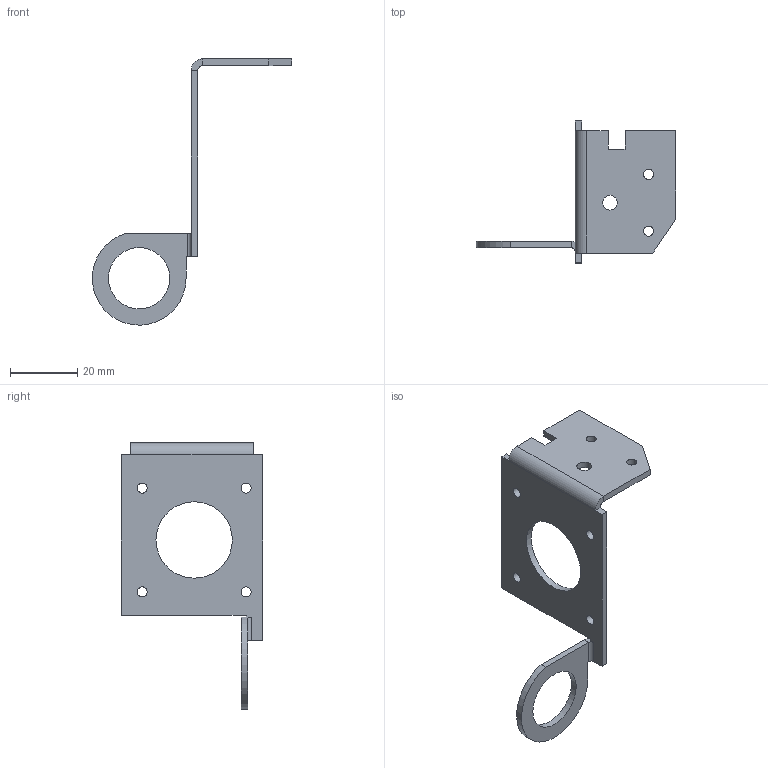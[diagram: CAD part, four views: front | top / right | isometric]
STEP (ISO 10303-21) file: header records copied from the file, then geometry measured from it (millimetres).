
FILE_DESCRIPTION(/* description */ (''),/* implementation_level */ '2;1');
FILE_NAME(/* name */ 'Bracket.stp',/* time_stamp */ '2016-09-10T15:18:30+02:00',/* author */ ('user'),/* organization */ (''),/* preprocessor_version */ 'ST-DEVELOPER v16.5',/* originating_system */ 'Autodesk Inventor 2017',/* authorisation */ '');
FILE_SCHEMA (('AUTOMOTIVE_DESIGN { 1 0 10303 214 3 1 1 }'));
Length unit declared in the file: millimetre
Products named in the file (1): Bracket
Bounding box: 59.5 x 42.3 x 79.49 mm (x, y, z)
Volume: 6108.5 mm3; surface area: 7206.7 mm2
Topology: 1 solids, 1 shells, 51 faces, 131 edges, 82 vertices
Faces by surface type: plane 37, cylinder 14
Full cylindrical faces by diameter (mm): 3 x6, 4.4 x1, 18.3 x1, 22.8 x1
Entity records: 1546 total; most frequent: CARTESIAN_POINT 256, DIRECTION 254, ORIENTED_EDGE 244, EDGE_CURVE 122, LINE 94, VECTOR 94, VERTEX_POINT 82, AXIS2_PLACEMENT_3D 80
